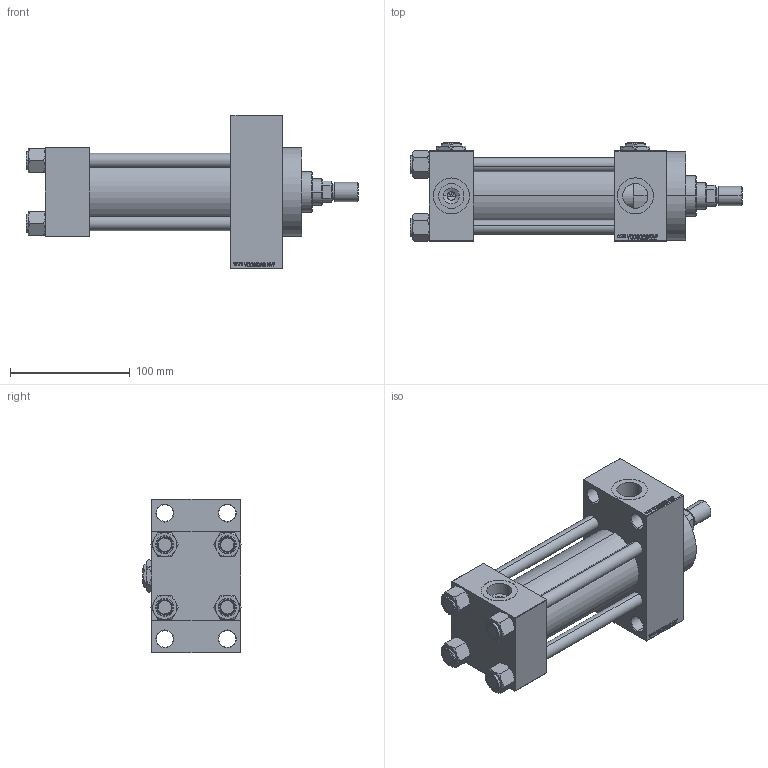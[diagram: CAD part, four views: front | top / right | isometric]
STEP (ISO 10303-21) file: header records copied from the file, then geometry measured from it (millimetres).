
FILE_DESCRIPTION (( 'STEP AP203' ), '1' );
FILE_NAME ('9fc2.STEP', '2022-04-16T04:21:09', ( '' ), ( '' ), 'SwSTEP 2.0', 'SolidWorks 2019', '' );
FILE_SCHEMA (( 'CONFIG_CONTROL_DESIGN' ));
Length unit declared in the file: millimetre
Products named in the file (8): V215CR_D_Body 3d1a8c9bf60118d163910c91d592d8df; Zatka_pro_OIL_PORT 3d1a8c9bf60118d163910c91d592d8df; V215_VC_A 3d1a8c9bf60118d163910c91d592d8df; NUT_M5_D 3d1a8c9bf60118d163910c91d592d8df; V215CR_VCP_D 3d1a8c9bf60118d163910c91d592d8df; 9fc2; V215CR_D_TYCINKA 3d1a8c9bf60118d163910c91d592d8df; ROD_END_AH 3d1a8c9bf60118d163910c91d592d8df
Assembly tree (14 placements, depth 2):
  9fc2
    V215CR_D_Body 3d1a8c9bf60118d163910c91d592d8df
    V215CR_VCP_D 3d1a8c9bf60118d163910c91d592d8df
    NUT_M5_D 3d1a8c9bf60118d163910c91d592d8df  x4
    V215CR_D_TYCINKA 3d1a8c9bf60118d163910c91d592d8df  x4
    V215_VC_A 3d1a8c9bf60118d163910c91d592d8df
    ROD_END_AH 3d1a8c9bf60118d163910c91d592d8df
    Zatka_pro_OIL_PORT 3d1a8c9bf60118d163910c91d592d8df  x2
Bounding box: 277 x 82.27 x 128 mm (x, y, z)
Volume: 877123.6 mm3; surface area: 205572.3 mm2
Topology: 14 solids, 14 shells, 1226 faces, 3028 edges, 1950 vertices
Faces by surface type: plane 551, bspline 368, cone 190, cylinder 107, torus 10
Entity records: 49972 total; most frequent: CARTESIAN_POINT 25822, ORIENTED_EDGE 5356, DIRECTION 3562, EDGE_CURVE 2678, VERTEX_POINT 1748, LINE 1566, VECTOR 1566, EDGE_LOOP 1206
